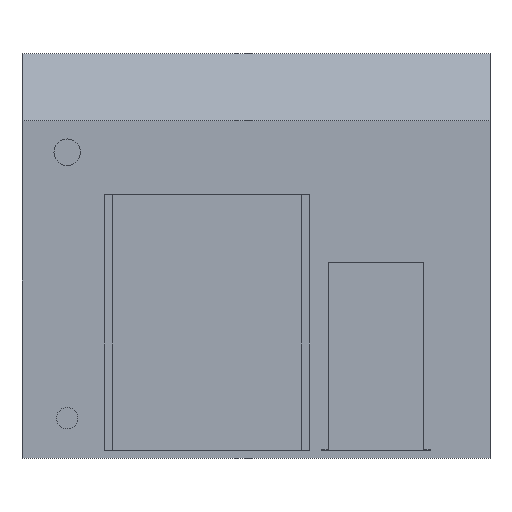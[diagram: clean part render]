
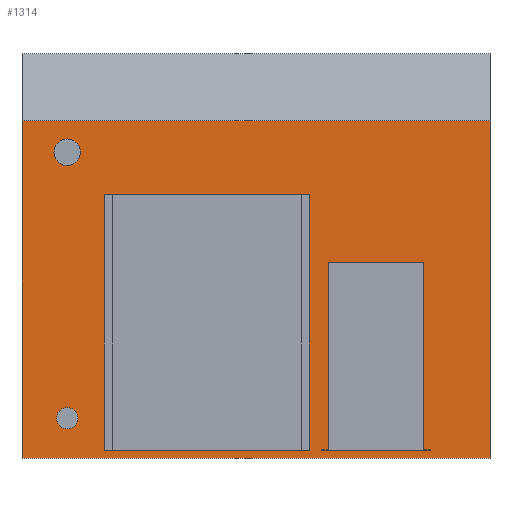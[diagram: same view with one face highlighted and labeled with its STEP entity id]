
A CAD part, front view. The second image highlights one B-rep face of the part: STEP entity #1314.
In plain terms, the highlighted planar face has unit normal (0, -1, 0).
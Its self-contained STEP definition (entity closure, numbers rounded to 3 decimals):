
#17=CIRCLE('',#1398,25.);
#19=CIRCLE('',#1402,20.);
#23=FACE_BOUND('',#150,.T.);
#24=FACE_BOUND('',#151,.T.);
#25=FACE_BOUND('',#152,.T.);
#26=FACE_BOUND('',#153,.T.);
#74=FACE_OUTER_BOUND('',#149,.T.);
#149=EDGE_LOOP('',(#1033,#1034,#1035,#1036));
#150=EDGE_LOOP('',(#1037,#1038,#1039,#1040,#1041,#1042,#1043,#1044));
#151=EDGE_LOOP('',(#1045));
#152=EDGE_LOOP('',(#1046));
#153=EDGE_LOOP('',(#1047,#1048,#1049,#1050));
#214=LINE('',#1840,#390);
#219=LINE('',#1849,#395);
#223=LINE('',#1858,#399);
#226=LINE('',#1864,#402);
#227=LINE('',#1867,#403);
#234=LINE('',#1879,#410);
#247=LINE('',#1906,#423);
#248=LINE('',#1908,#424);
#257=LINE('',#1937,#433);
#259=LINE('',#1943,#435);
#273=LINE('',#1969,#449);
#274=LINE('',#1971,#450);
#291=LINE('',#2007,#467);
#295=LINE('',#2015,#471);
#298=LINE('',#2021,#474);
#299=LINE('',#2022,#475);
#390=VECTOR('',#1499,10.);
#395=VECTOR('',#1506,10.);
#399=VECTOR('',#1512,10.);
#402=VECTOR('',#1517,10.);
#403=VECTOR('',#1520,10.);
#410=VECTOR('',#1531,10.);
#423=VECTOR('',#1556,10.);
#424=VECTOR('',#1559,10.);
#433=VECTOR('',#1588,10.);
#435=VECTOR('',#1592,10.);
#449=VECTOR('',#1616,10.);
#450=VECTOR('',#1619,10.);
#467=VECTOR('',#1642,10.);
#471=VECTOR('',#1648,10.);
#474=VECTOR('',#1653,10.);
#475=VECTOR('',#1654,10.);
#557=VERTEX_POINT('',#1836);
#559=VERTEX_POINT('',#1839);
#562=VERTEX_POINT('',#1846);
#564=VERTEX_POINT('',#1852);
#566=VERTEX_POINT('',#1856);
#568=VERTEX_POINT('',#1862);
#569=VERTEX_POINT('',#1866);
#572=VERTEX_POINT('',#1877);
#582=VERTEX_POINT('',#1912);
#584=VERTEX_POINT('',#1919);
#589=VERTEX_POINT('',#1933);
#590=VERTEX_POINT('',#1935);
#591=VERTEX_POINT('',#1939);
#593=VERTEX_POINT('',#1942);
#615=VERTEX_POINT('',#2004);
#616=VERTEX_POINT('',#2006);
#619=VERTEX_POINT('',#2014);
#621=VERTEX_POINT('',#2020);
#686=EDGE_CURVE('',#557,#559,#214,.T.);
#691=EDGE_CURVE('',#562,#559,#219,.T.);
#695=EDGE_CURVE('',#564,#566,#223,.T.);
#698=EDGE_CURVE('',#566,#568,#226,.T.);
#699=EDGE_CURVE('',#569,#562,#227,.T.);
#706=EDGE_CURVE('',#568,#572,#234,.T.);
#719=EDGE_CURVE('',#572,#569,#247,.T.);
#720=EDGE_CURVE('',#557,#564,#248,.T.);
#723=EDGE_CURVE('',#582,#582,#17,.T.);
#726=EDGE_CURVE('',#584,#584,#19,.T.);
#733=EDGE_CURVE('',#589,#590,#257,.T.);
#735=EDGE_CURVE('',#593,#591,#259,.T.);
#749=EDGE_CURVE('',#591,#589,#273,.T.);
#750=EDGE_CURVE('',#590,#593,#274,.T.);
#767=EDGE_CURVE('',#615,#616,#291,.T.);
#771=EDGE_CURVE('',#619,#615,#295,.T.);
#774=EDGE_CURVE('',#621,#616,#298,.T.);
#775=EDGE_CURVE('',#619,#621,#299,.T.);
#1033=ORIENTED_EDGE('',*,*,#774,.T.);
#1034=ORIENTED_EDGE('',*,*,#767,.F.);
#1035=ORIENTED_EDGE('',*,*,#771,.F.);
#1036=ORIENTED_EDGE('',*,*,#775,.T.);
#1037=ORIENTED_EDGE('',*,*,#699,.T.);
#1038=ORIENTED_EDGE('',*,*,#691,.T.);
#1039=ORIENTED_EDGE('',*,*,#686,.F.);
#1040=ORIENTED_EDGE('',*,*,#720,.T.);
#1041=ORIENTED_EDGE('',*,*,#695,.T.);
#1042=ORIENTED_EDGE('',*,*,#698,.T.);
#1043=ORIENTED_EDGE('',*,*,#706,.T.);
#1044=ORIENTED_EDGE('',*,*,#719,.T.);
#1045=ORIENTED_EDGE('',*,*,#723,.T.);
#1046=ORIENTED_EDGE('',*,*,#726,.T.);
#1047=ORIENTED_EDGE('',*,*,#735,.T.);
#1048=ORIENTED_EDGE('',*,*,#749,.T.);
#1049=ORIENTED_EDGE('',*,*,#733,.T.);
#1050=ORIENTED_EDGE('',*,*,#750,.T.);
#1240=PLANE('',#1417);
#1314=ADVANCED_FACE('',(#74,#23,#24,#25,#26),#1240,.T.);
#1398=AXIS2_PLACEMENT_3D('',#1914,#1565,#1566);
#1402=AXIS2_PLACEMENT_3D('',#1921,#1574,#1575);
#1417=AXIS2_PLACEMENT_3D('',#2019,#1651,#1652);
#1499=DIRECTION('',(0.,0.,-1.));
#1506=DIRECTION('',(1.,0.,0.));
#1512=DIRECTION('',(0.,0.,-1.));
#1517=DIRECTION('',(1.,0.,0.));
#1520=DIRECTION('',(0.,0.,1.));
#1531=DIRECTION('',(0.,0.,-1.));
#1556=DIRECTION('',(-1.,0.,0.));
#1559=DIRECTION('',(1.,0.,0.));
#1565=DIRECTION('center_axis',(0.,1.,0.));
#1566=DIRECTION('ref_axis',(1.,0.,0.));
#1574=DIRECTION('center_axis',(0.,1.,0.));
#1575=DIRECTION('ref_axis',(1.,0.,0.));
#1588=DIRECTION('',(0.,0.,1.));
#1592=DIRECTION('',(0.,0.,-1.));
#1616=DIRECTION('',(-1.,0.,0.));
#1619=DIRECTION('',(1.,0.,0.));
#1642=DIRECTION('',(0.,0.,-1.));
#1648=DIRECTION('',(1.,0.,0.));
#1651=DIRECTION('center_axis',(0.,-1.,0.));
#1652=DIRECTION('ref_axis',(0.,0.,-1.));
#1653=DIRECTION('',(1.,0.,0.));
#1654=DIRECTION('',(0.,0.,-1.));
#1836=CARTESIAN_POINT('',(576.,0.,-12.));
#1839=CARTESIAN_POINT('',(576.,0.,-364.));
#1840=CARTESIAN_POINT('',(576.,0.,-12.));
#1846=CARTESIAN_POINT('',(563.,0.,-364.));
#1849=CARTESIAN_POINT('',(576.,0.,-364.));
#1852=CARTESIAN_POINT('',(755.,0.,-12.));
#1856=CARTESIAN_POINT('',(755.,0.,-364.));
#1858=CARTESIAN_POINT('',(755.,0.,-12.));
#1862=CARTESIAN_POINT('',(768.,0.,-364.));
#1864=CARTESIAN_POINT('',(768.,0.,-364.));
#1866=CARTESIAN_POINT('',(563.,0.,-365.));
#1867=CARTESIAN_POINT('',(563.,0.,-55.5));
#1877=CARTESIAN_POINT('',(768.,0.,-365.));
#1879=CARTESIAN_POINT('',(768.,0.,-55.5));
#1906=CARTESIAN_POINT('',(332.75,0.,-365.));
#1908=CARTESIAN_POINT('',(332.75,0.,-12.));
#1912=CARTESIAN_POINT('',(60.,0.,195.));
#1914=CARTESIAN_POINT('Origin',(85.,0.,195.));
#1919=CARTESIAN_POINT('',(65.,0.,-305.));
#1921=CARTESIAN_POINT('Origin',(85.,0.,-305.));
#1933=CARTESIAN_POINT('',(155.,0.,-365.));
#1935=CARTESIAN_POINT('',(155.,0.,115.));
#1937=CARTESIAN_POINT('',(155.,0.,-55.5));
#1939=CARTESIAN_POINT('',(540.,0.,-365.));
#1942=CARTESIAN_POINT('',(540.,0.,115.));
#1943=CARTESIAN_POINT('',(540.,0.,-55.5));
#1969=CARTESIAN_POINT('',(173.75,0.,-365.));
#1971=CARTESIAN_POINT('',(173.75,0.,115.));
#2004=CARTESIAN_POINT('',(880.,0.,254.));
#2006=CARTESIAN_POINT('',(880.,0.,-380.));
#2007=CARTESIAN_POINT('',(880.,0.,254.));
#2014=CARTESIAN_POINT('',(0.,0.,254.));
#2015=CARTESIAN_POINT('',(0.,0.,254.));
#2019=CARTESIAN_POINT('Origin',(0.,0.,254.));
#2020=CARTESIAN_POINT('',(0.,0.,-380.));
#2021=CARTESIAN_POINT('',(0.,0.,-380.));
#2022=CARTESIAN_POINT('',(0.,0.,254.));
